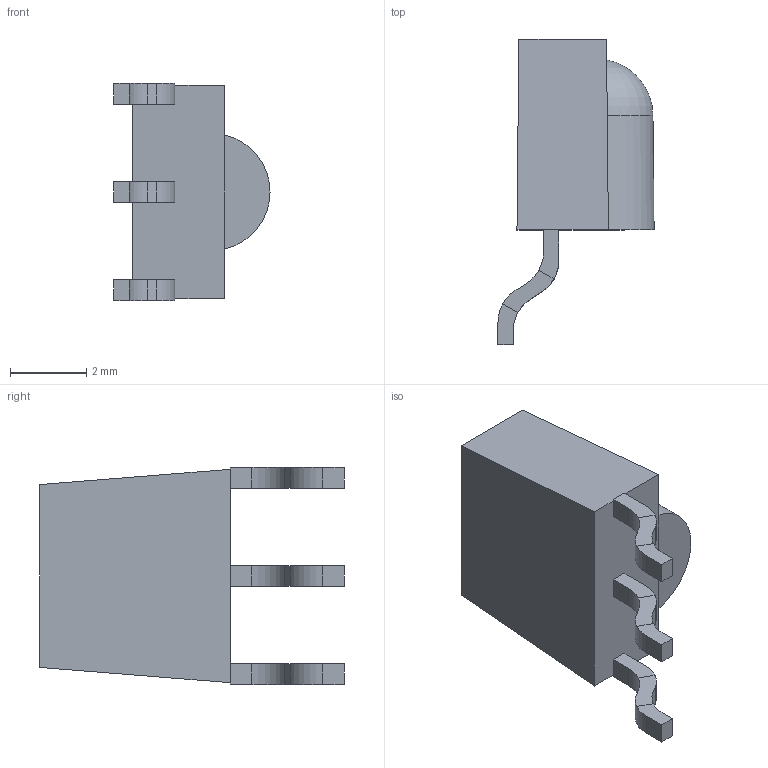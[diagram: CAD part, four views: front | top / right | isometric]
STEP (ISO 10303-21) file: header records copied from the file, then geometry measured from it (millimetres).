
FILE_DESCRIPTION (( 'STEP AP214' ), '1' );
FILE_NAME ('綻俋諉彶ん.STEP', '2024-02-29T07:14:15', ( '' ), ( '' ), 'SwSTEP 2.0', 'SolidWorks 2016', '' );
FILE_SCHEMA (( 'AUTOMOTIVE_DESIGN' ));
Length unit declared in the file: millimetre
Products named in the file (1): 綻俋諉彶ん
Bounding box: 4.1 x 8 x 5.7 mm (x, y, z)
Volume: 74.1 mm3; surface area: 128.8 mm2
Topology: 1 solids, 1 shells, 64 faces, 176 edges, 115 vertices
Faces by surface type: plane 48, cylinder 14, torus 2
Entity records: 2093 total; most frequent: CARTESIAN_POINT 382, DIRECTION 357, ORIENTED_EDGE 352, EDGE_CURVE 176, LINE 121, VECTOR 121, AXIS2_PLACEMENT_3D 118, VERTEX_POINT 115
